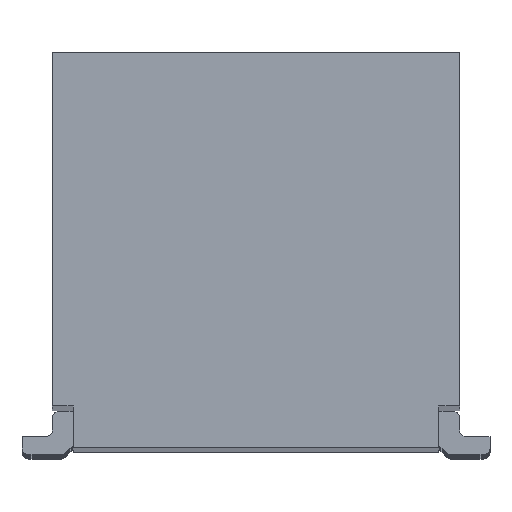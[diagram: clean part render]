
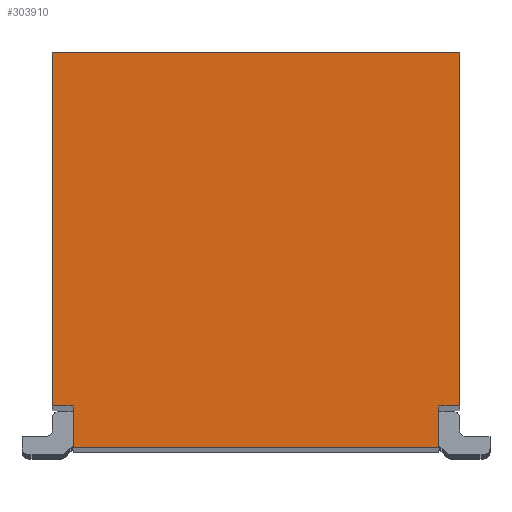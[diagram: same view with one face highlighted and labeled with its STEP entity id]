
A CAD part, top view. The second image highlights one B-rep face of the part: STEP entity #303910.
In plain terms, the highlighted planar face has unit normal (0, 0, 1).
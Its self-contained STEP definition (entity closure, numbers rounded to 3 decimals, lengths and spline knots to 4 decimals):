
#980=CARTESIAN_POINT('',(1.32,3.35,4.785));
#990=VERTEX_POINT('',#980);
#1020=CARTESIAN_POINT('',(0.,3.35,4.785));
#1030=DIRECTION('',(-1.,0.,0.));
#1040=VECTOR('',#1030,1.);
#1050=LINE('',#1020,#1040);
#1060=CARTESIAN_POINT('',(1.47,3.35,4.785));
#1070=VERTEX_POINT('',#1060);
#1080=EDGE_CURVE('',#1070,#990,#1050,.T.);
#128430=CARTESIAN_POINT('',(1.47,5.9,4.785));
#128440=VERTEX_POINT('',#128430);
#128470=CARTESIAN_POINT('',(0.,5.9,4.785));
#128480=DIRECTION('',(1.,0.,0.));
#128490=VECTOR('',#128480,1.);
#128500=LINE('',#128470,#128490);
#128510=CARTESIAN_POINT('',(-1.47,5.9,4.785));
#128520=VERTEX_POINT('',#128510);
#128530=EDGE_CURVE('',#128520,#128440,#128500,.T.);
#189220=CARTESIAN_POINT('',(1.47,4.,4.785));
#189230=DIRECTION('',(0.,1.,0.));
#189240=VECTOR('',#189230,1.);
#189250=LINE('',#189220,#189240);
#189260=EDGE_CURVE('',#1070,#128440,#189250,.T.);
#191720=CARTESIAN_POINT('',(-1.47,4.,4.785));
#191730=DIRECTION('',(0.,-1.,0.));
#191740=VECTOR('',#191730,1.);
#191750=LINE('',#191720,#191740);
#191760=CARTESIAN_POINT('',(-1.47,3.35,4.785));
#191770=VERTEX_POINT('',#191760);
#191780=EDGE_CURVE('',#128520,#191770,#191750,.T.);
#288060=CARTESIAN_POINT('',(-1.32,3.35,4.785));
#288070=VERTEX_POINT('',#288060);
#288080=EDGE_CURVE('',#288070,#191770,#1050,.T.);
#288290=CARTESIAN_POINT('',(1.32,3.05,4.785));
#288300=VERTEX_POINT('',#288290);
#288330=CARTESIAN_POINT('',(1.32,5.,4.785));
#288340=DIRECTION('',(0.,1.,0.));
#288350=VECTOR('',#288340,1.);
#288360=LINE('',#288330,#288350);
#288370=EDGE_CURVE('',#288300,#990,#288360,.T.);
#303640=CARTESIAN_POINT('',(1.5435,2.9537,4.785));
#303650=DIRECTION('',(0.,0.,1.));
#303660=DIRECTION('',(-1.,0.,0.));
#303670=AXIS2_PLACEMENT_3D('',#303640,#303650,#303660);
#303680=PLANE('',#303670);
#303690=ORIENTED_EDGE('',*,*,#288080,.F.);
#303700=ORIENTED_EDGE('',*,*,#191780,.T.);
#303710=ORIENTED_EDGE('',*,*,#128530,.F.);
#303720=ORIENTED_EDGE('',*,*,#189260,.T.);
#303730=ORIENTED_EDGE('',*,*,#1080,.F.);
#303740=ORIENTED_EDGE('',*,*,#288370,.T.);
#303750=CARTESIAN_POINT('',(0.,3.05,4.785)
);
#303760=DIRECTION('',(-1.,0.,0.));
#303770=VECTOR('',#303760,1.);
#303780=LINE('',#303750,#303770);
#303790=CARTESIAN_POINT('',(-1.32,3.05,4.785));
#303800=VERTEX_POINT('',#303790);
#303810=EDGE_CURVE('',#288300,#303800,#303780,.T.);
#303820=ORIENTED_EDGE('',*,*,#303810,.F.);
#303830=CARTESIAN_POINT('',(-1.32,5.,4.785));
#303840=DIRECTION('',(0.,-1.,0.));
#303850=VECTOR('',#303840,1.);
#303860=LINE('',#303830,#303850);
#303870=EDGE_CURVE('',#288070,#303800,#303860,.T.);
#303880=ORIENTED_EDGE('',*,*,#303870,.T.);
#303890=EDGE_LOOP('',(#303880,#303820,#303740,#303730,#303720,#303710,
#303700,#303690));
#303900=FACE_OUTER_BOUND('',#303890,.T.);
#303910=ADVANCED_FACE('',(#303900),#303680,.T.);
